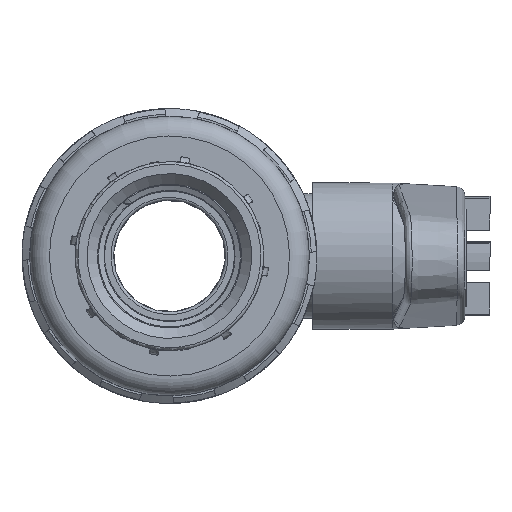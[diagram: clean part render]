
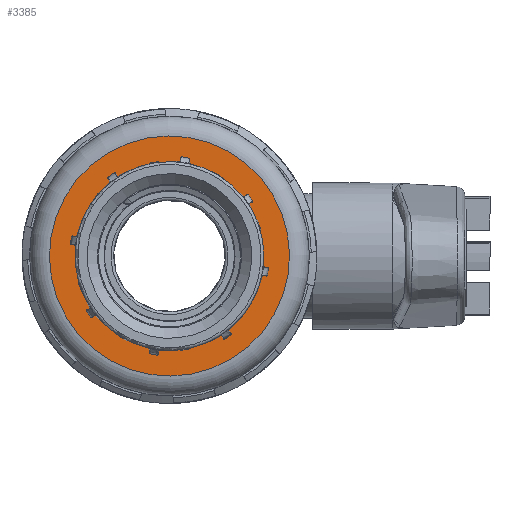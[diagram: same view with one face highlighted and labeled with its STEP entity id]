
A CAD part, left-side view. The second image highlights one B-rep face of the part: STEP entity #3385.
In plain terms, the highlighted face is planar.
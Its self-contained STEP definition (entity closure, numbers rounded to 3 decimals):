
#3385 = ADVANCED_FACE( '', ( #7051, #7052 ), #7053, .T. );
#7051 = FACE_BOUND( '', #20904, .T. );
#7052 = FACE_OUTER_BOUND( '', #20905, .T. );
#7053 = PLANE( '', #20906 );
#20904 = EDGE_LOOP( '', ( #32854 ) );
#20905 = EDGE_LOOP( '', ( #32855 ) );
#20906 = AXIS2_PLACEMENT_3D( '', #32856, #32857, #32858 );
#32854 = ORIENTED_EDGE( '', *, *, #37277, .T. );
#32855 = ORIENTED_EDGE( '', *, *, #38456, .F. );
#32856 = CARTESIAN_POINT( '', ( -21.35, 0., 21.5 ) );
#32857 = DIRECTION( '', ( 0., 0., 1. ) );
#32858 = DIRECTION( '', ( 1., 0., 0. ) );
#37277 = EDGE_CURVE( '', #43205, #43205, #43206, .T. );
#38456 = EDGE_CURVE( '', #44822, #44822, #44823, .T. );
#43205 = VERTEX_POINT( '', #59561 );
#43206 = CIRCLE( '', #59562, 15.345 );
#44822 = VERTEX_POINT( '', #65228 );
#44823 = CIRCLE( '', #65229, 21.35 );
#59561 = CARTESIAN_POINT( '', ( -15.345, 0., 21.5 ) );
#59562 = AXIS2_PLACEMENT_3D( '', #70449, #70450, #70451 );
#65228 = CARTESIAN_POINT( '', ( -21.35, 0., 21.5 ) );
#65229 = AXIS2_PLACEMENT_3D( '', #71464, #71465, #71466 );
#70449 = CARTESIAN_POINT( '', ( 0., 0., 21.5 ) );
#70450 = DIRECTION( '', ( 0., 0., -1. ) );
#70451 = DIRECTION( '', ( -1., 0., 0. ) );
#71464 = CARTESIAN_POINT( '', ( 0., 0., 21.5 ) );
#71465 = DIRECTION( '', ( 0., 0., -1. ) );
#71466 = DIRECTION( '', ( -1., 0., 0. ) );
